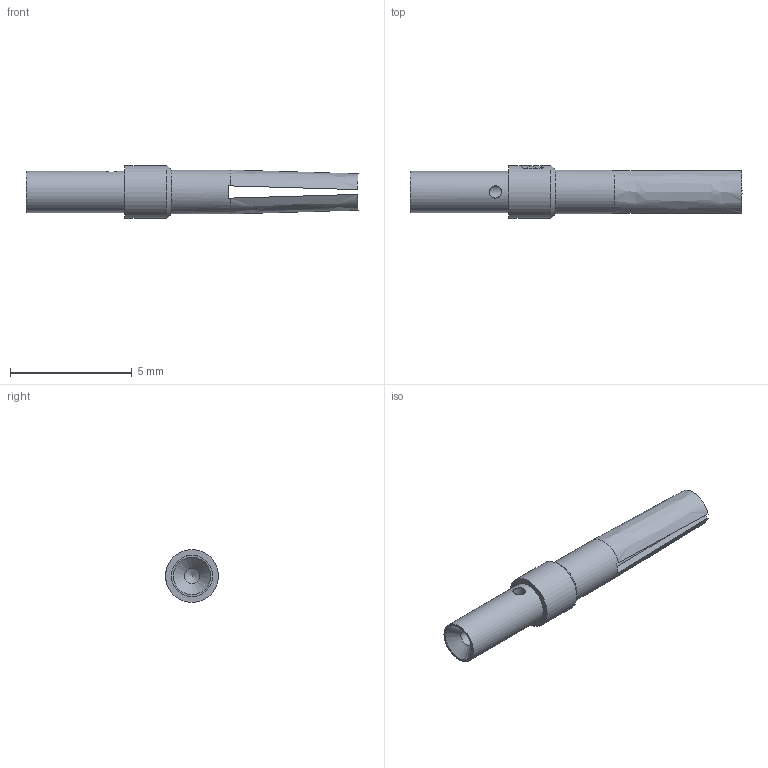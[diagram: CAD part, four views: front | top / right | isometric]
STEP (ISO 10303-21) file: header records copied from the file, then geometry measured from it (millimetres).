
FILE_DESCRIPTION(/* description */ (''),/* implementation_level */ '2;1');
FILE_NAME(/* name */ '100615106ugm000_c.stp',/* time_stamp */ '2018-04-05T13:48:48+02:00',/* author */ (''),/* organization */ (''),/* preprocessor_version */ 'ST-DEVELOPER v16',/* originating_system */ 'SIEMENS PLM Software NX 10.0',/* authorisation */ '');
FILE_SCHEMA (('AUTOMOTIVE_DESIGN { 1 0 10303 214 3 1 1 1 }'));
Length unit declared in the file: millimetre
Products named in the file (1): 100615106ugm000_c
Bounding box: 13.61 x 2.16 x 2.16 mm (x, y, z)
Volume: 26.2 mm3; surface area: 108.4 mm2
Topology: 1 solids, 1 shells, 33 faces, 85 edges, 60 vertices
Faces by surface type: plane 14, cylinder 9, bspline 6, cone 4
Full cylindrical faces by diameter (mm): 0.5 x1, 0.64 x1, 1.7 x1, 1.8 x1, 2.16 x1
Entity records: 1613 total; most frequent: CARTESIAN_POINT 647, ORIENTED_EDGE 140, DIRECTION 120, EDGE_CURVE 70, VERTEX_POINT 54, EDGE_LOOP 48, AXIS2_PLACEMENT_3D 46, PRESENTATION_STYLE_ASSIGNMENT 36
